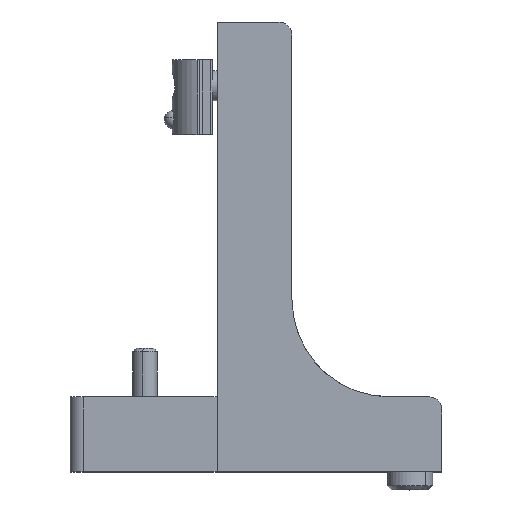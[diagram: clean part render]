
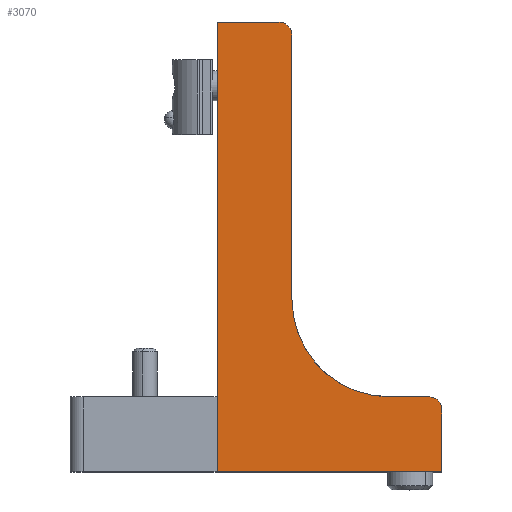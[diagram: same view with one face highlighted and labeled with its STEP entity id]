
A CAD part, top view. The second image highlights one B-rep face of the part: STEP entity #3070.
In plain terms, the highlighted planar face has unit normal (0, 0, 1).
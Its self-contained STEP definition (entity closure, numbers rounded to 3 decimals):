
#2857 = ORIENTED_EDGE ( 'NONE', *, *, #2858, .F. ) ;
#2858 = EDGE_CURVE ( 'NONE', #3073, #2913, #4799, .T. ) ;
#2860 = EDGE_LOOP ( 'NONE', ( #3071, #3074, #3075, #3031, #3034, #3081, #3084, #3077, #2911, #2857 ) ) ;
#2880 = VERTEX_POINT ( 'NONE', #5020 ) ;
#2911 = ORIENTED_EDGE ( 'NONE', *, *, #2912, .F. ) ;
#2912 = EDGE_CURVE ( 'NONE', #2913, #3079, #5081, .T. ) ;
#2913 = VERTEX_POINT ( 'NONE', #5077 ) ;
#2985 = VERTEX_POINT ( 'NONE', #5116 ) ;
#3021 = EDGE_CURVE ( 'NONE', #2880, #2985, #5181, .T. ) ;
#3029 = EDGE_CURVE ( 'NONE', #3030, #2985, #6183, .T. ) ;
#3030 = VERTEX_POINT ( 'NONE', #6176 ) ;
#3031 = ORIENTED_EDGE ( 'NONE', *, *, #3032, .F. ) ;
#3032 = EDGE_CURVE ( 'NONE', #3033, #3030, #6175, .T. ) ;
#3033 = VERTEX_POINT ( 'NONE', #6170 ) ;
#3034 = ORIENTED_EDGE ( 'NONE', *, *, #3035, .F. ) ;
#3035 = EDGE_CURVE ( 'NONE', #3080, #3033, #6169, .T. ) ;
#3070 = ADVANCED_FACE ( 'NONE', ( #6320 ), #6318, .T. ) ;
#3071 = ORIENTED_EDGE ( 'NONE', *, *, #3072, .F. ) ;
#3072 = EDGE_CURVE ( 'NONE', #2880, #3073, #6319, .T. ) ;
#3073 = VERTEX_POINT ( 'NONE', #6309 ) ;
#3074 = ORIENTED_EDGE ( 'NONE', *, *, #3021, .T. ) ;
#3075 = ORIENTED_EDGE ( 'NONE', *, *, #3029, .F. ) ;
#3077 = ORIENTED_EDGE ( 'NONE', *, *, #3078, .F. ) ;
#3078 = EDGE_CURVE ( 'NONE', #3079, #3086, #6310, .T. ) ;
#3079 = VERTEX_POINT ( 'NONE', #6365 ) ;
#3080 = VERTEX_POINT ( 'NONE', #6364 ) ;
#3081 = ORIENTED_EDGE ( 'NONE', *, *, #3082, .F. ) ;
#3082 = EDGE_CURVE ( 'NONE', #3083, #3080, #6363, .T. ) ;
#3083 = VERTEX_POINT ( 'NONE', #6359 ) ;
#3084 = ORIENTED_EDGE ( 'NONE', *, *, #3085, .F. ) ;
#3085 = EDGE_CURVE ( 'NONE', #3086, #3083, #6358, .T. ) ;
#3086 = VERTEX_POINT ( 'NONE', #6354 ) ;
#4384 = DIRECTION ( 'NONE',  ( 1., 0., 0. ) ) ;
#4385 = DIRECTION ( 'NONE',  ( 0., 0., -1. ) ) ;
#4795 = DIRECTION ( 'NONE',  ( 1., 0., 0. ) ) ;
#4796 = DIRECTION ( 'NONE',  ( 0., 0., -1. ) ) ;
#4797 = CARTESIAN_POINT ( 'NONE',  ( 5.833, -9.976, 8.082 ) ) ;
#4798 = AXIS2_PLACEMENT_3D ( 'NONE', #4797, #4796, #4795 ) ;
#4799 = CIRCLE ( 'NONE', #4798, 3.5 ) ;
#5020 = CARTESIAN_POINT ( 'NONE',  ( -4.667, -6.476, 8.082 ) ) ;
#5077 = CARTESIAN_POINT ( 'NONE',  ( 9.333, -9.976, 8.082 ) ) ;
#5078 = DIRECTION ( 'NONE',  ( 0., -1., 0. ) ) ;
#5079 = VECTOR ( 'NONE', #5078, 1000. ) ;
#5080 = CARTESIAN_POINT ( 'NONE',  ( 9.333, -9.976, 8.082 ) ) ;
#5081 = LINE ( 'NONE', #5080, #5079 ) ;
#5116 = CARTESIAN_POINT ( 'NONE',  ( -30.667, 19.524, 8.082 ) ) ;
#5179 = CARTESIAN_POINT ( 'NONE',  ( -4.667, 19.524, 8.082 ) ) ;
#5180 = AXIS2_PLACEMENT_3D ( 'NONE', #5179, #4385, #4384 ) ;
#5181 = CIRCLE ( 'NONE', #5180, 26. ) ;
#6166 = DIRECTION ( 'NONE',  ( 1., 0., 0. ) ) ;
#6167 = VECTOR ( 'NONE', #6166, 1000. ) ;
#6168 = CARTESIAN_POINT ( 'NONE',  ( -50.667, 93.524, 8.082 ) ) ;
#6169 = LINE ( 'NONE', #6168, #6167 ) ;
#6170 = CARTESIAN_POINT ( 'NONE',  ( -34.167, 93.524, 8.082 ) ) ;
#6171 = DIRECTION ( 'NONE',  ( 1., 0., 0. ) ) ;
#6172 = DIRECTION ( 'NONE',  ( 0., 0., -1. ) ) ;
#6173 = CARTESIAN_POINT ( 'NONE',  ( -34.167, 90.024, 8.082 ) ) ;
#6174 = AXIS2_PLACEMENT_3D ( 'NONE', #6173, #6172, #6171 ) ;
#6175 = CIRCLE ( 'NONE', #6174, 3.5 ) ;
#6176 = CARTESIAN_POINT ( 'NONE',  ( -30.667, 90.024, 8.082 ) ) ;
#6177 = DIRECTION ( 'NONE',  ( 0., -1., 0. ) ) ;
#6178 = VECTOR ( 'NONE', #6177, 1000. ) ;
#6179 = CARTESIAN_POINT ( 'NONE',  ( -30.667, 90.024, 8.082 ) ) ;
#6183 = LINE ( 'NONE', #6179, #6178 ) ;
#6309 = CARTESIAN_POINT ( 'NONE',  ( 5.833, -6.476, 8.082 ) ) ;
#6310 = CIRCLE ( 'NONE', #6369, 0.3 ) ;
#6311 = DIRECTION ( 'NONE',  ( 1., 0., 0. ) ) ;
#6312 = VECTOR ( 'NONE', #6311, 1000. ) ;
#6313 = CARTESIAN_POINT ( 'NONE',  ( -4.667, -6.476, 8.082 ) ) ;
#6314 = DIRECTION ( 'NONE',  ( 1., 0., 0. ) ) ;
#6315 = DIRECTION ( 'NONE',  ( 0., 0., 1. ) ) ;
#6316 = CARTESIAN_POINT ( 'NONE',  ( -31.839, 23.353, 8.082 ) ) ;
#6317 = AXIS2_PLACEMENT_3D ( 'NONE', #6316, #6315, #6314 ) ;
#6318 = PLANE ( 'NONE',  #6317 ) ;
#6319 = LINE ( 'NONE', #6313, #6312 ) ;
#6320 = FACE_OUTER_BOUND ( 'NONE', #2860, .T. ) ;
#6354 = CARTESIAN_POINT ( 'NONE',  ( 9.033, -26.476, 8.082 ) ) ;
#6355 = DIRECTION ( 'NONE',  ( -1., 0., 0. ) ) ;
#6356 = VECTOR ( 'NONE', #6355, 1000. ) ;
#6357 = CARTESIAN_POINT ( 'NONE',  ( 9.033, -26.476, 8.082 ) ) ;
#6358 = LINE ( 'NONE', #6357, #6356 ) ;
#6359 = CARTESIAN_POINT ( 'NONE',  ( -50.667, -26.476, 8.082 ) ) ;
#6360 = DIRECTION ( 'NONE',  ( 0., 1., 0. ) ) ;
#6361 = VECTOR ( 'NONE', #6360, 1000. ) ;
#6362 = CARTESIAN_POINT ( 'NONE',  ( -50.667, -26.476, 8.082 ) ) ;
#6363 = LINE ( 'NONE', #6362, #6361 ) ;
#6364 = CARTESIAN_POINT ( 'NONE',  ( -50.667, 93.524, 8.082 ) ) ;
#6365 = CARTESIAN_POINT ( 'NONE',  ( 9.333, -26.176, 8.082 ) ) ;
#6366 = DIRECTION ( 'NONE',  ( 1., 0., 0. ) ) ;
#6367 = DIRECTION ( 'NONE',  ( 0., 0., -1. ) ) ;
#6368 = CARTESIAN_POINT ( 'NONE',  ( 9.033, -26.176, 8.082 ) ) ;
#6369 = AXIS2_PLACEMENT_3D ( 'NONE', #6368, #6367, #6366 ) ;
